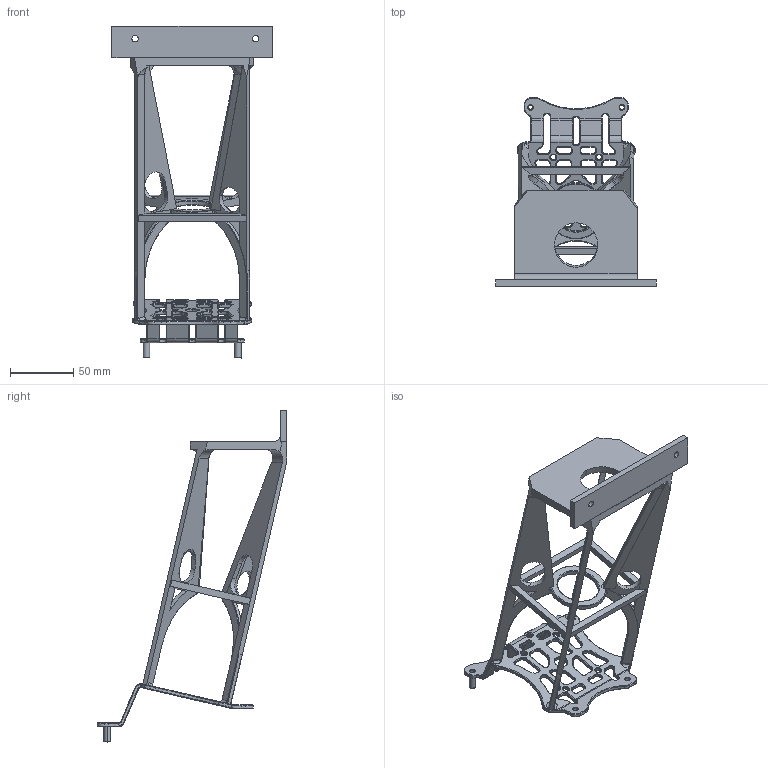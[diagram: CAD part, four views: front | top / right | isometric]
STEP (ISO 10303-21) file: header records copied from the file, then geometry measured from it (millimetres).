
FILE_DESCRIPTION (( 'STEP AP203' ), '1' );
FILE_NAME ('MID360+眈儂盓殤6.24.STEP', '2025-06-24T06:25:27', ( 'pjoffice' ), ( '' ), 'SwSTEP 2.0', 'SolidWorks 2025', '' );
FILE_SCHEMA (( 'CONFIG_CONTROL_DESIGN' ));
Length unit declared in the file: millimetre
Products named in the file (1): MID360+相机支架6.24
Bounding box: 126.16 x 149.37 x 261.56 mm (x, y, z)
Volume: 140060.6 mm3; surface area: 83713.9 mm2
Topology: 1 solids, 1 shells, 1180 faces, 2988 edges, 1772 vertices
Faces by surface type: cone 431, plane 426, cylinder 269, bspline 54
Entity records: 40358 total; most frequent: CARTESIAN_POINT 13777, ORIENTED_EDGE 5976, DIRECTION 4973, EDGE_CURVE 2988, AXIS2_PLACEMENT_3D 1903, VERTEX_POINT 1772, EDGE_LOOP 1238, ADVANCED_FACE 1180
